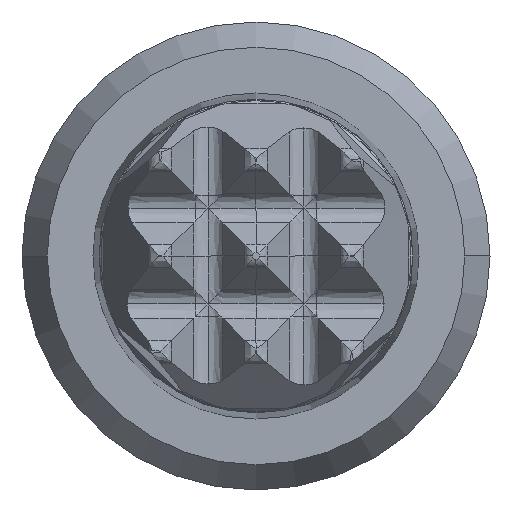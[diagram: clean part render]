
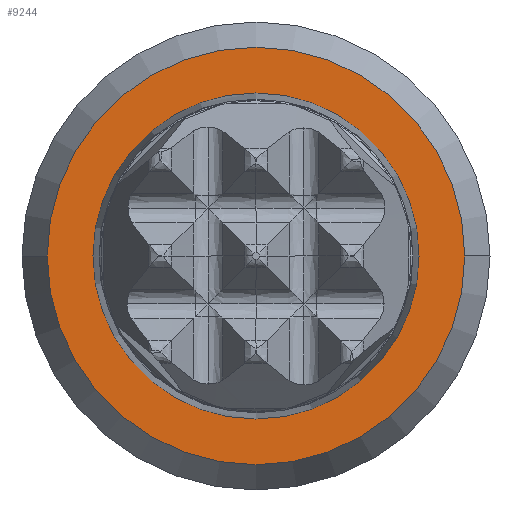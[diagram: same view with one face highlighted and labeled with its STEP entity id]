
A CAD part, left-side view. The second image highlights one B-rep face of the part: STEP entity #9244.
In plain terms, the highlighted planar face has unit normal (-1, 0, 0).
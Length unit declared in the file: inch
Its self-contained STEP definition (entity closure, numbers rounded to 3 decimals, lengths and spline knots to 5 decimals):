
#162 = FACE_OUTER_BOUND ( 'NONE', #9923, .T. ) ;
#325 = AXIS2_PLACEMENT_3D ( 'NONE', #6083, #1418, #6879 ) ;
#489 = CARTESIAN_POINT ( 'NONE',  ( 0., 0., -0.01874 ) ) ;
#815 = AXIS2_PLACEMENT_3D ( 'NONE', #4444, #9954, #5244 ) ;
#1188 = CARTESIAN_POINT ( 'NONE',  ( 0., -0.024, 0. ) ) ;
#1240 = EDGE_CURVE ( 'NONE', #6491, #6102, #8505, .T. ) ;
#1342 = AXIS2_PLACEMENT_3D ( 'NONE', #7581, #2874, #8385 ) ;
#1391 = AXIS2_PLACEMENT_3D ( 'NONE', #2179, #7688, #2972 ) ;
#1418 = DIRECTION ( 'NONE',  ( 1., 0., 0. ) ) ;
#1460 = ORIENTED_EDGE ( 'NONE', *, *, #1240, .F. ) ;
#1604 = VERTEX_POINT ( 'NONE', #1188 ) ;
#1835 = ORIENTED_EDGE ( 'NONE', *, *, #4213, .F. ) ;
#2179 = CARTESIAN_POINT ( 'NONE',  ( 0., 0., 0. ) ) ;
#2874 = DIRECTION ( 'NONE',  ( -1., 0., 0. ) ) ;
#2972 = DIRECTION ( 'NONE',  ( 0., -1., 0. ) ) ;
#3354 = ORIENTED_EDGE ( 'NONE', *, *, #6669, .F. ) ;
#3628 = PLANE ( 'NONE',  #1342 ) ;
#3956 = CARTESIAN_POINT ( 'NONE',  ( 0., 0.024, 0. ) ) ;
#4213 = EDGE_CURVE ( 'NONE', #6102, #6491, #7189, .T. ) ;
#4444 = CARTESIAN_POINT ( 'NONE',  ( 0., 0., 0. ) ) ;
#4750 = EDGE_CURVE ( 'NONE', #1604, #8219, #5347, .T. ) ;
#5244 = DIRECTION ( 'NONE',  ( 0., 1., 0. ) ) ;
#5347 = CIRCLE ( 'NONE', #325, 0.024 ) ;
#5367 = CARTESIAN_POINT ( 'NONE',  ( 0., 0., 0.01874 ) ) ;
#5427 = AXIS2_PLACEMENT_3D ( 'NONE', #8526, #7976, #8516 ) ;
#5987 = EDGE_LOOP ( 'NONE', ( #1835, #1460 ) ) ;
#6083 = CARTESIAN_POINT ( 'NONE',  ( 0., 0., 0. ) ) ;
#6102 = VERTEX_POINT ( 'NONE', #489 ) ;
#6491 = VERTEX_POINT ( 'NONE', #5367 ) ;
#6669 = EDGE_CURVE ( 'NONE', #8219, #1604, #9836, .T. ) ;
#6879 = DIRECTION ( 'NONE',  ( 0., 1., 0. ) ) ;
#7189 = CIRCLE ( 'NONE', #1391, 0.01874 ) ;
#7581 = CARTESIAN_POINT ( 'NONE',  ( 0., 0.024, 0. ) ) ;
#7688 = DIRECTION ( 'NONE',  ( -1., 0., 0. ) ) ;
#7976 = DIRECTION ( 'NONE',  ( -1., 0., 0. ) ) ;
#8207 = FACE_BOUND ( 'NONE', #5987, .T. ) ;
#8219 = VERTEX_POINT ( 'NONE', #3956 ) ;
#8353 = ORIENTED_EDGE ( 'NONE', *, *, #4750, .F. ) ;
#8385 = DIRECTION ( 'NONE',  ( 0., -1., 0. ) ) ;
#8505 = CIRCLE ( 'NONE', #5427, 0.01874 ) ;
#8516 = DIRECTION ( 'NONE',  ( 0., -1., 0. ) ) ;
#8526 = CARTESIAN_POINT ( 'NONE',  ( 0., 0., 0. ) ) ;
#9244 = ADVANCED_FACE ( 'NONE', ( #8207, #162 ), #3628, .T. ) ;
#9836 = CIRCLE ( 'NONE', #815, 0.024 ) ;
#9923 = EDGE_LOOP ( 'NONE', ( #3354, #8353 ) ) ;
#9954 = DIRECTION ( 'NONE',  ( 1., 0., 0. ) ) ;
